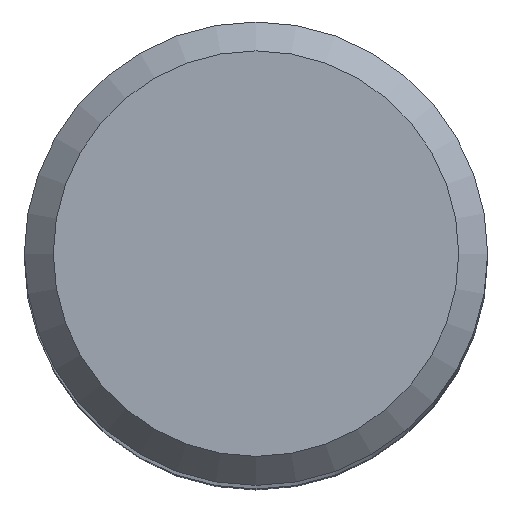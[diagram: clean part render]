
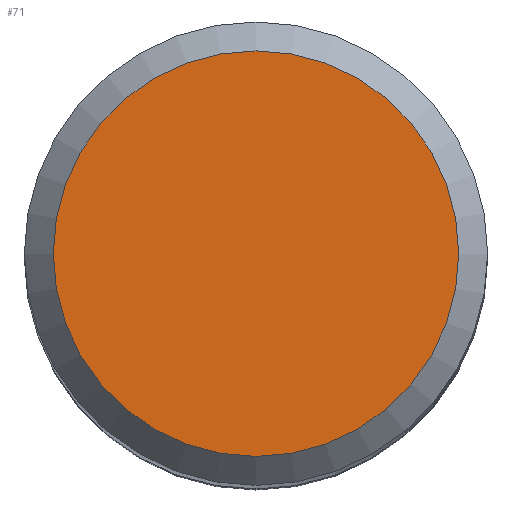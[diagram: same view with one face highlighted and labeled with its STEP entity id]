
A CAD part, top view. The second image highlights one B-rep face of the part: STEP entity #71.
In plain terms, the highlighted planar face has unit normal (0, 0, 1).
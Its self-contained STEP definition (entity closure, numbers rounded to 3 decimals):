
#9 = EDGE_LOOP ( 'NONE', ( #64 ) ) ;
#34 = FACE_OUTER_BOUND ( 'NONE', #9, .T. ) ;
#50 = PLANE ( 'NONE',  #127 ) ;
#52 = CIRCLE ( 'NONE', #240, 7. ) ;
#58 = CARTESIAN_POINT ( 'NONE',  ( 0., 0., 92. ) ) ;
#64 = ORIENTED_EDGE ( 'NONE', *, *, #184, .F. ) ;
#71 = ADVANCED_FACE ( 'NONE', ( #34 ), #50, .F. ) ;
#76 = DIRECTION ( 'NONE',  ( 0., 1., 0. ) ) ;
#85 = DIRECTION ( 'NONE',  ( 0., 0., -1. ) ) ;
#119 = VERTEX_POINT ( 'NONE', #193 ) ;
#127 = AXIS2_PLACEMENT_3D ( 'NONE', #131, #85, #185 ) ;
#131 = CARTESIAN_POINT ( 'NONE',  ( 0., 0., 92. ) ) ;
#184 = EDGE_CURVE ( 'NONE', #119, #119, #52, .T. ) ;
#185 = DIRECTION ( 'NONE',  ( 0., 1., 0. ) ) ;
#193 = CARTESIAN_POINT ( 'NONE',  ( 0., 7., 92. ) ) ;
#196 = DIRECTION ( 'NONE',  ( 0., 0., -1. ) ) ;
#240 = AXIS2_PLACEMENT_3D ( 'NONE', #58, #196, #76 ) ;
